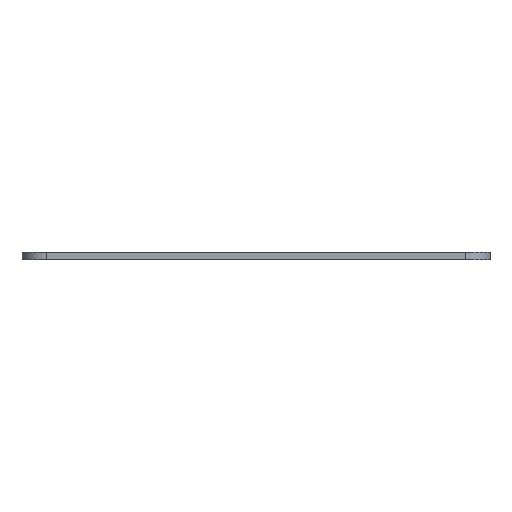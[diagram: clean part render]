
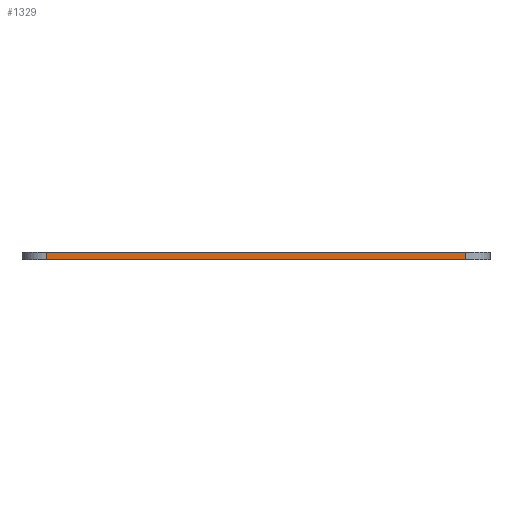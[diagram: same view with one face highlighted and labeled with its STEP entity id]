
A CAD part, left-side view. The second image highlights one B-rep face of the part: STEP entity #1329.
In plain terms, the highlighted planar face has unit normal (-1, 0, 0).
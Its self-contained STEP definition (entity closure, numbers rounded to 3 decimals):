
#43=PLANE('',#1447);
#79=FACE_OUTER_BOUND('',#160,.T.);
#160=EDGE_LOOP('',(#973,#974,#975,#976));
#244=LINE('',#1973,#374);
#273=LINE('',#2094,#403);
#274=LINE('',#2097,#404);
#275=LINE('',#2098,#405);
#374=VECTOR('',#1566,10.);
#403=VECTOR('',#1661,10.);
#404=VECTOR('',#1664,10.);
#405=VECTOR('',#1665,10.);
#574=VERTEX_POINT('',#1970);
#575=VERTEX_POINT('',#1972);
#634=VERTEX_POINT('',#2092);
#635=VERTEX_POINT('',#2096);
#708=EDGE_CURVE('',#574,#575,#244,.T.);
#769=EDGE_CURVE('',#575,#634,#273,.T.);
#770=EDGE_CURVE('',#635,#574,#274,.T.);
#771=EDGE_CURVE('',#634,#635,#275,.T.);
#973=ORIENTED_EDGE('',*,*,#769,.F.);
#974=ORIENTED_EDGE('',*,*,#708,.F.);
#975=ORIENTED_EDGE('',*,*,#770,.F.);
#976=ORIENTED_EDGE('',*,*,#771,.F.);
#1329=ADVANCED_FACE('',(#79),#43,.T.);
#1447=AXIS2_PLACEMENT_3D('',#2095,#1662,#1663);
#1566=DIRECTION('',(0.,1.,0.));
#1661=DIRECTION('',(0.,0.,1.));
#1662=DIRECTION('center_axis',(-1.,0.,0.));
#1663=DIRECTION('ref_axis',(0.,-1.,0.));
#1664=DIRECTION('',(0.,0.,-1.));
#1665=DIRECTION('',(0.,-1.,0.));
#1970=CARTESIAN_POINT('',(-16.659,-87.859,0.));
#1972=CARTESIAN_POINT('',(-16.659,-1.659,0.));
#1973=CARTESIAN_POINT('',(-16.659,-92.859,0.));
#2092=CARTESIAN_POINT('',(-16.659,-1.659,1.5));
#2094=CARTESIAN_POINT('',(-16.659,-1.659,0.));
#2095=CARTESIAN_POINT('Origin',(-16.659,3.341,0.));
#2096=CARTESIAN_POINT('',(-16.659,-87.859,1.5));
#2097=CARTESIAN_POINT('',(-16.659,-87.859,0.));
#2098=CARTESIAN_POINT('',(-16.659,-92.859,1.5));
